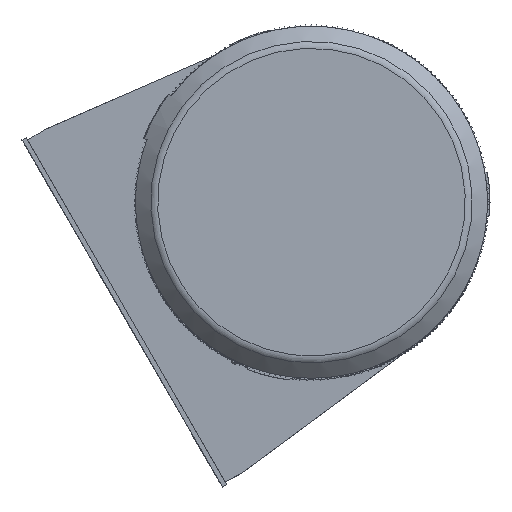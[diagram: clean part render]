
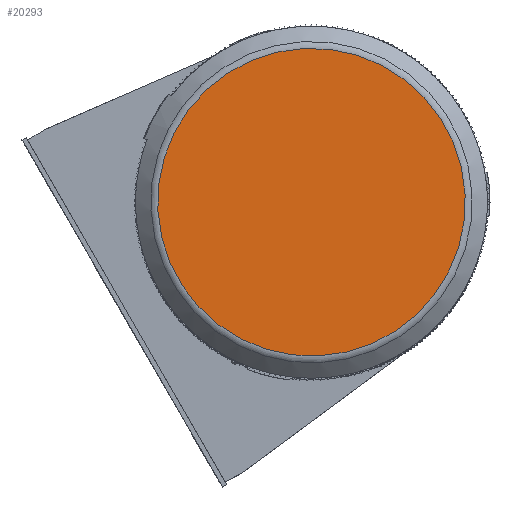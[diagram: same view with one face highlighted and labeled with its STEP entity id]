
A CAD part, top view. The second image highlights one B-rep face of the part: STEP entity #20293.
In plain terms, the highlighted planar face has unit normal (0, 0, 1).
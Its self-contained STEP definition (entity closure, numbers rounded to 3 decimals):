
#10768=PLANE('',#66965);
#14088=FACE_OUTER_BOUND('',#25047,.T.);
#20293=ADVANCED_FACE('',(#14088),#10768,.F.);
#25047=EDGE_LOOP('',(#38353));
#38353=ORIENTED_EDGE('',*,*,#56742,.T.);
#48736=VERTEX_POINT('',#114375);
#56742=EDGE_CURVE('',#48736,#48736,#61894,.T.);
#61894=CIRCLE('',#66964,31.672);
#66964=AXIS2_PLACEMENT_3D('',#114374,#79836,#79837);
#66965=AXIS2_PLACEMENT_3D('',#114376,#79838,#79839);
#79836=DIRECTION('',(0.,0.,1.));
#79837=DIRECTION('',(-0.956,0.292,0.));
#79838=DIRECTION('',(0.,0.,-1.));
#79839=DIRECTION('',(0.956,-0.292,0.));
#114374=CARTESIAN_POINT('',(7.161,16.547,237.196));
#114375=CARTESIAN_POINT('',(-23.127,25.807,237.196));
#114376=CARTESIAN_POINT('',(16.663,47.627,237.196));
